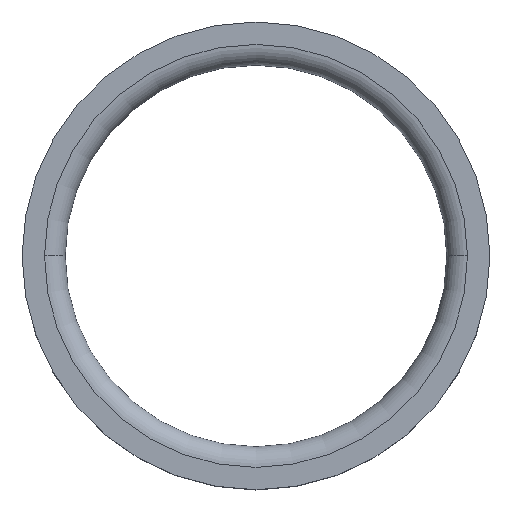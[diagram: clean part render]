
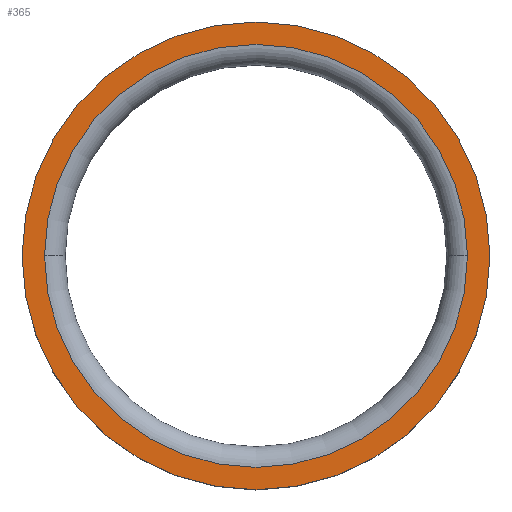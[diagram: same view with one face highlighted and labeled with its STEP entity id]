
A CAD part, top view. The second image highlights one B-rep face of the part: STEP entity #365.
In plain terms, the highlighted planar face has unit normal (0, 0, 1).
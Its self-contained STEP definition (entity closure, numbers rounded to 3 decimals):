
#7 = DIRECTION ( 'NONE',  ( 1., 0., 0. ) ) ;
#8 = CARTESIAN_POINT ( 'NONE',  ( 0., 0., 7. ) ) ;
#22 = CARTESIAN_POINT ( 'NONE',  ( 12.275, 0., 7. ) ) ;
#26 = EDGE_LOOP ( 'NONE', ( #443, #142 ) ) ;
#39 = VERTEX_POINT ( 'NONE', #22 ) ;
#56 = CIRCLE ( 'NONE', #394, 12.275 ) ;
#63 = CARTESIAN_POINT ( 'NONE',  ( 0., 0., 7. ) ) ;
#70 = FACE_BOUND ( 'NONE', #496, .T. ) ;
#90 = AXIS2_PLACEMENT_3D ( 'NONE', #256, #379, #257 ) ;
#97 = EDGE_CURVE ( 'NONE', #471, #272, #468, .T. ) ;
#111 = AXIS2_PLACEMENT_3D ( 'NONE', #434, #475, #279 ) ;
#119 = CARTESIAN_POINT ( 'NONE',  ( -13.575, 0., 7. ) ) ;
#127 = DIRECTION ( 'NONE',  ( 1., 0., 0. ) ) ;
#142 = ORIENTED_EDGE ( 'NONE', *, *, #97, .T. ) ;
#162 = AXIS2_PLACEMENT_3D ( 'NONE', #8, #354, #127 ) ;
#163 = CARTESIAN_POINT ( 'NONE',  ( 0., 0., 7. ) ) ;
#173 = ORIENTED_EDGE ( 'NONE', *, *, #185, .T. ) ;
#185 = EDGE_CURVE ( 'NONE', #251, #39, #56, .T. ) ;
#199 = CIRCLE ( 'NONE', #236, 12.275 ) ;
#213 = FACE_OUTER_BOUND ( 'NONE', #26, .T. ) ;
#236 = AXIS2_PLACEMENT_3D ( 'NONE', #163, #277, #7 ) ;
#240 = PLANE ( 'NONE',  #162 ) ;
#251 = VERTEX_POINT ( 'NONE', #311 ) ;
#256 = CARTESIAN_POINT ( 'NONE',  ( 0., 0., 7. ) ) ;
#257 = DIRECTION ( 'NONE',  ( 1., 0., 0. ) ) ;
#272 = VERTEX_POINT ( 'NONE', #119 ) ;
#277 = DIRECTION ( 'NONE',  ( 0., 0., -1. ) ) ;
#279 = DIRECTION ( 'NONE',  ( 1., 0., 0. ) ) ;
#311 = CARTESIAN_POINT ( 'NONE',  ( -12.275, 0., 7. ) ) ;
#331 = EDGE_CURVE ( 'NONE', #272, #471, #418, .T. ) ;
#339 = DIRECTION ( 'NONE',  ( 0., 0., -1. ) ) ;
#354 = DIRECTION ( 'NONE',  ( 0., 0., 1. ) ) ;
#365 = ADVANCED_FACE ( 'NONE', ( #70, #213 ), #240, .T. ) ;
#379 = DIRECTION ( 'NONE',  ( 0., 0., 1. ) ) ;
#387 = EDGE_CURVE ( 'NONE', #39, #251, #199, .T. ) ;
#394 = AXIS2_PLACEMENT_3D ( 'NONE', #63, #339, #499 ) ;
#403 = CARTESIAN_POINT ( 'NONE',  ( 13.575, 0., 7. ) ) ;
#418 = CIRCLE ( 'NONE', #111, 13.575 ) ;
#428 = ORIENTED_EDGE ( 'NONE', *, *, #387, .T. ) ;
#434 = CARTESIAN_POINT ( 'NONE',  ( 0., 0., 7. ) ) ;
#443 = ORIENTED_EDGE ( 'NONE', *, *, #331, .T. ) ;
#468 = CIRCLE ( 'NONE', #90, 13.575 ) ;
#471 = VERTEX_POINT ( 'NONE', #403 ) ;
#475 = DIRECTION ( 'NONE',  ( 0., 0., 1. ) ) ;
#496 = EDGE_LOOP ( 'NONE', ( #428, #173 ) ) ;
#499 = DIRECTION ( 'NONE',  ( 1., 0., 0. ) ) ;
